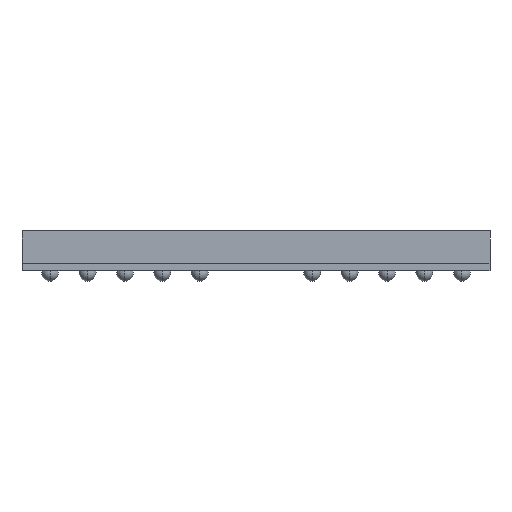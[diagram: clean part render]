
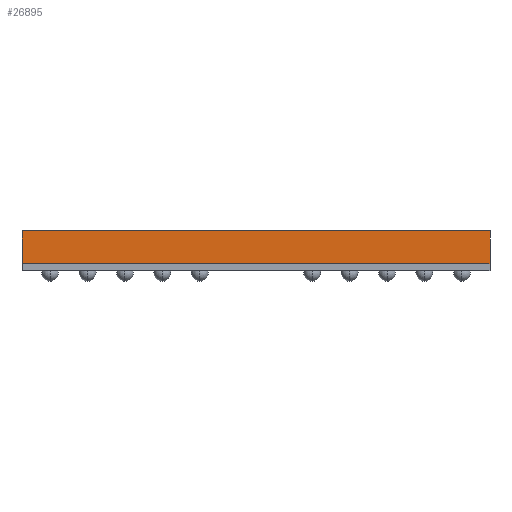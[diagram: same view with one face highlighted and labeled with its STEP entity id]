
A CAD part, front view. The second image highlights one B-rep face of the part: STEP entity #26895.
In plain terms, the highlighted planar face has unit normal (0, -1, 0).
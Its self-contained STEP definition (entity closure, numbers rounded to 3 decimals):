
#756 = VECTOR ( 'NONE', #2766, 1000. ) ;
#1829 = CARTESIAN_POINT ( 'NONE',  ( 5., -7.25, 0.7 ) ) ;
#2071 = VERTEX_POINT ( 'NONE', #28165 ) ;
#2433 = ORIENTED_EDGE ( 'NONE', *, *, #24325, .F. ) ;
#2438 = CARTESIAN_POINT ( 'NONE',  ( -5., -7.25, 0.7 ) ) ;
#2766 = DIRECTION ( 'NONE',  ( 1., 0., 0. ) ) ;
#2775 = ORIENTED_EDGE ( 'NONE', *, *, #3272, .T. ) ;
#3272 = EDGE_CURVE ( 'NONE', #29609, #23470, #20987, .T. ) ;
#4498 = PLANE ( 'NONE',  #27554 ) ;
#8070 = VERTEX_POINT ( 'NONE', #22741 ) ;
#12529 = VECTOR ( 'NONE', #24302, 1000. ) ;
#14733 = DIRECTION ( 'NONE',  ( 0., 0., 1. ) ) ;
#16959 = DIRECTION ( 'NONE',  ( 0., 0., -1. ) ) ;
#17693 = EDGE_CURVE ( 'NONE', #2071, #8070, #25274, .T. ) ;
#17733 = CARTESIAN_POINT ( 'NONE',  ( -5., -7.25, 0. ) ) ;
#19426 = LINE ( 'NONE', #29748, #30885 ) ;
#20987 = LINE ( 'NONE', #23773, #28751 ) ;
#21767 = ORIENTED_EDGE ( 'NONE', *, *, #24840, .T. ) ;
#21813 = CARTESIAN_POINT ( 'NONE',  ( 5., -7.25, 0. ) ) ;
#22741 = CARTESIAN_POINT ( 'NONE',  ( 5., -7.25, 0.7 ) ) ;
#23470 = VERTEX_POINT ( 'NONE', #21813 ) ;
#23773 = CARTESIAN_POINT ( 'NONE',  ( -5., -7.25, 0. ) ) ;
#24302 = DIRECTION ( 'NONE',  ( 0., 0., -1. ) ) ;
#24325 = EDGE_CURVE ( 'NONE', #8070, #23470, #29542, .T. ) ;
#24840 = EDGE_CURVE ( 'NONE', #2071, #29609, #19426, .T. ) ;
#25274 = LINE ( 'NONE', #2438, #756 ) ;
#26076 = DIRECTION ( 'NONE',  ( 1., 0., 0. ) ) ;
#26878 = FACE_OUTER_BOUND ( 'NONE', #29457, .T. ) ;
#26892 = ORIENTED_EDGE ( 'NONE', *, *, #17693, .F. ) ;
#26895 = ADVANCED_FACE ( 'NONE', ( #26878 ), #4498, .F. ) ;
#27521 = CARTESIAN_POINT ( 'NONE',  ( -5., -7.25, 0.7 ) ) ;
#27554 = AXIS2_PLACEMENT_3D ( 'NONE', #27521, #29965, #14733 ) ;
#28165 = CARTESIAN_POINT ( 'NONE',  ( -5., -7.25, 0.7 ) ) ;
#28751 = VECTOR ( 'NONE', #26076, 1000. ) ;
#29457 = EDGE_LOOP ( 'NONE', ( #2775, #2433, #26892, #21767 ) ) ;
#29542 = LINE ( 'NONE', #1829, #12529 ) ;
#29609 = VERTEX_POINT ( 'NONE', #17733 ) ;
#29748 = CARTESIAN_POINT ( 'NONE',  ( -5., -7.25, 0.7 ) ) ;
#29965 = DIRECTION ( 'NONE',  ( 0., 1., 0. ) ) ;
#30885 = VECTOR ( 'NONE', #16959, 1000. ) ;
